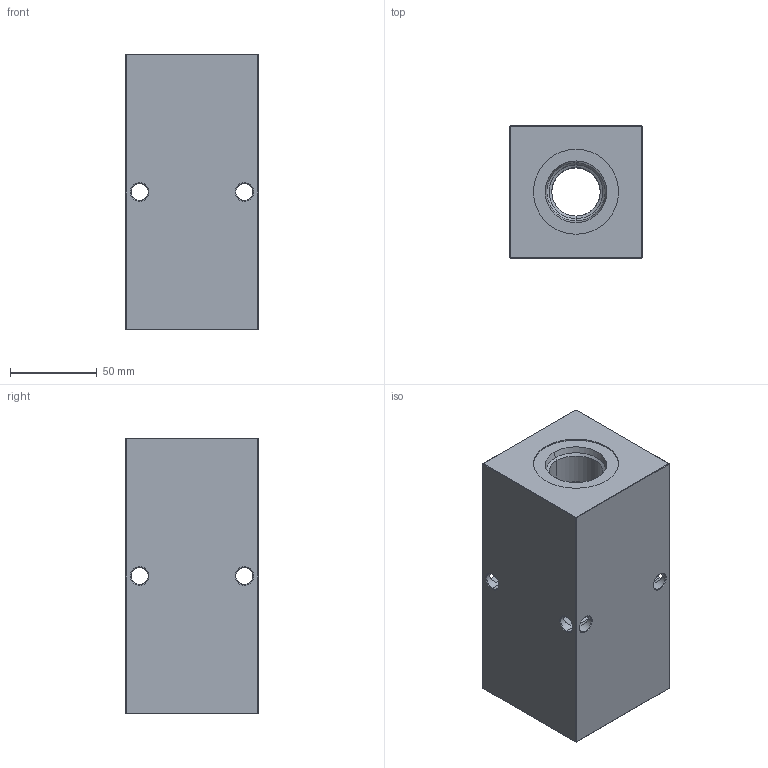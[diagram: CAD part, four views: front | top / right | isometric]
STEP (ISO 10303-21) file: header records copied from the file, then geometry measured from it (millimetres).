
FILE_DESCRIPTION (( 'STEP AP203' ), '1' );
FILE_NAME ('HM-2-90-S-16-16.STEP', '2020-11-09T23:32:03', ( '' ), ( '' ), 'SwSTEP 2.0', 'SolidWorks 2019', '' );
FILE_SCHEMA (( 'CONFIG_CONTROL_DESIGN' ));
Length unit declared in the file: inch
Products named in the file (1): HM-2-90-S-16-16
Bounding box: 76.2 x 76.2 x 158.75 mm (x, y, z)
Volume: 709442.4 mm3; surface area: 84815.3 mm2
Topology: 1 solids, 1 shells, 568 faces, 1465 edges, 940 vertices
Faces by surface type: plane 247, bspline 201, cylinder 64, cone 56
Entity records: 26948 total; most frequent: CARTESIAN_POINT 14501, ORIENTED_EDGE 2930, DIRECTION 1855, EDGE_CURVE 1465, VERTEX_POINT 940, VECTOR 859, LINE 859, EDGE_LOOP 635
